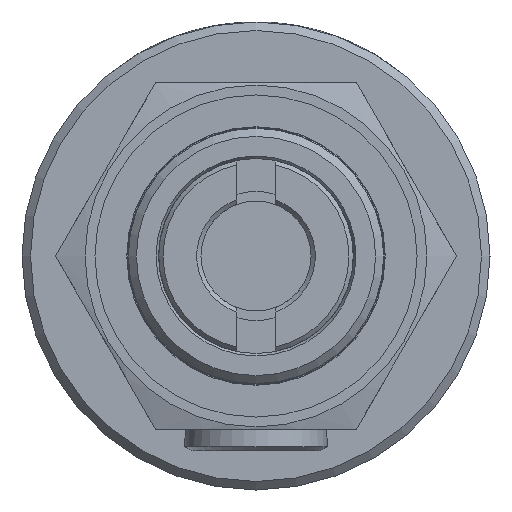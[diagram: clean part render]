
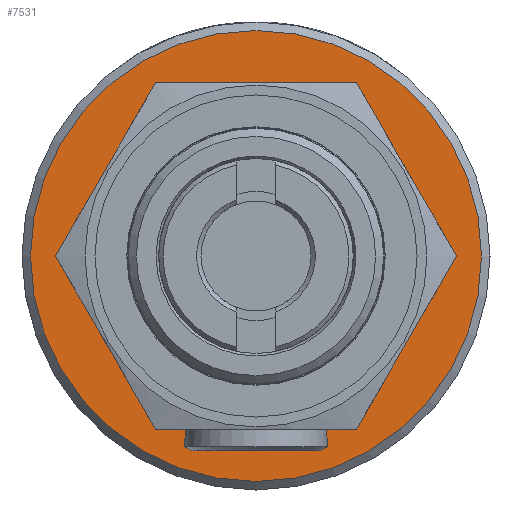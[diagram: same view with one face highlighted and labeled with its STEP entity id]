
A CAD part, left-side view. The second image highlights one B-rep face of the part: STEP entity #7531.
In plain terms, the highlighted planar face has unit normal (-1, 0, 0).
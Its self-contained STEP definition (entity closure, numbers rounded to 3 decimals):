
#457=FACE_BOUND('',#1554,.T.);
#546=PLANE('',#8117);
#1092=FACE_OUTER_BOUND('',#1553,.T.);
#1553=EDGE_LOOP('',(#5500));
#1554=EDGE_LOOP('',(#5501));
#2077=CIRCLE('',#8113,27.187);
#2080=CIRCLE('',#8118,42.215);
#3331=VERTEX_POINT('',#10782);
#3336=VERTEX_POINT('',#10847);
#4165=EDGE_CURVE('',#3331,#3331,#2077,.T.);
#4171=EDGE_CURVE('',#3336,#3336,#2080,.T.);
#5500=ORIENTED_EDGE('',*,*,#4171,.F.);
#5501=ORIENTED_EDGE('',*,*,#4165,.F.);
#7531=ADVANCED_FACE('',(#1092,#457),#546,.T.);
#8113=AXIS2_PLACEMENT_3D('',#10784,#9014,#9015);
#8117=AXIS2_PLACEMENT_3D('',#10846,#9023,#9024);
#8118=AXIS2_PLACEMENT_3D('',#10848,#9025,#9026);
#9014=DIRECTION('center_axis',(-1.,0.,0.));
#9015=DIRECTION('ref_axis',(0.,-1.,0.));
#9023=DIRECTION('center_axis',(-1.,0.,0.));
#9024=DIRECTION('ref_axis',(0.,0.,1.));
#9025=DIRECTION('center_axis',(1.,0.,0.));
#9026=DIRECTION('ref_axis',(0.,-1.,0.));
#10782=CARTESIAN_POINT('',(66.55,27.187,0.));
#10784=CARTESIAN_POINT('Origin',(66.55,0.,0.));
#10846=CARTESIAN_POINT('Origin',(66.55,35.37,0.));
#10847=CARTESIAN_POINT('',(66.55,42.215,0.));
#10848=CARTESIAN_POINT('Origin',(66.55,0.,0.));
